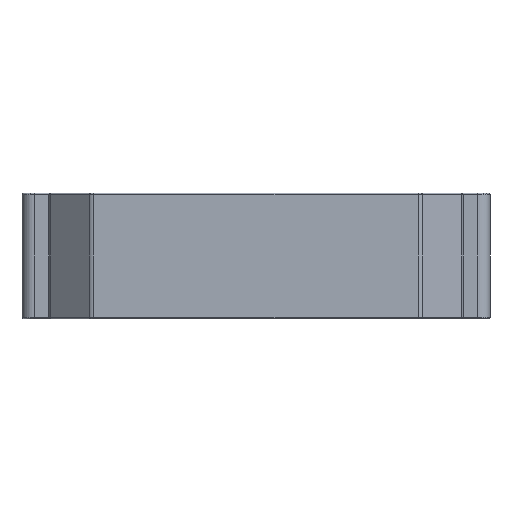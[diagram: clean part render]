
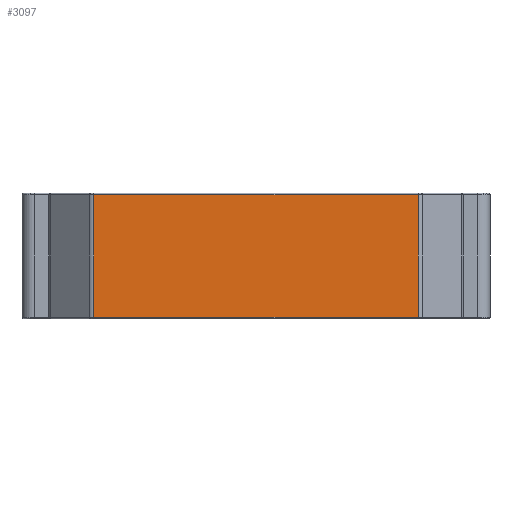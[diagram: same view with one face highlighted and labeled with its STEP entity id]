
A CAD part, front view. The second image highlights one B-rep face of the part: STEP entity #3097.
In plain terms, the highlighted planar face has unit normal (0, -1, 0).
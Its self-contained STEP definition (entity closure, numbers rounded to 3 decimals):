
#7 = FACE_OUTER_BOUND ( 'NONE', #2817, .T. ) ;
#222 = LINE ( 'NONE', #226, #257 ) ;
#226 = CARTESIAN_POINT ( 'NONE',  ( 12.924, 0., -5. ) ) ;
#257 = VECTOR ( 'NONE', #2901, 1000. ) ;
#570 = DIRECTION ( 'NONE',  ( 1., 0., 0. ) ) ;
#635 = VERTEX_POINT ( 'NONE', #1265 ) ;
#646 = EDGE_CURVE ( 'NONE', #1727, #735, #2172, .T. ) ;
#676 = VERTEX_POINT ( 'NONE', #1969 ) ;
#735 = VERTEX_POINT ( 'NONE', #1284 ) ;
#770 = AXIS2_PLACEMENT_3D ( 'NONE', #2490, #1070, #570 ) ;
#781 = VECTOR ( 'NONE', #1753, 1000. ) ;
#1070 = DIRECTION ( 'NONE',  ( 0., -1., 0. ) ) ;
#1075 = EDGE_CURVE ( 'NONE', #635, #1727, #222, .T. ) ;
#1177 = DIRECTION ( 'NONE',  ( 0., 0., 1. ) ) ;
#1245 = VECTOR ( 'NONE', #1177, 1000. ) ;
#1265 = CARTESIAN_POINT ( 'NONE',  ( 12.924, 0., -4.9 ) ) ;
#1284 = CARTESIAN_POINT ( 'NONE',  ( -12.924, 0., 4.9 ) ) ;
#1368 = CARTESIAN_POINT ( 'NONE',  ( 12.924, 0., 4.9 ) ) ;
#1484 = CARTESIAN_POINT ( 'NONE',  ( -12.924, 0., 4.9 ) ) ;
#1522 = EDGE_CURVE ( 'NONE', #676, #735, #2882, .T. ) ;
#1608 = CARTESIAN_POINT ( 'NONE',  ( 12.924, 0., -4.9 ) ) ;
#1727 = VERTEX_POINT ( 'NONE', #1368 ) ;
#1753 = DIRECTION ( 'NONE',  ( -1., 0., 0. ) ) ;
#1773 = ORIENTED_EDGE ( 'NONE', *, *, #646, .T. ) ;
#1807 = ORIENTED_EDGE ( 'NONE', *, *, #1075, .T. ) ;
#1845 = DIRECTION ( 'NONE',  ( 1., 0., 0. ) ) ;
#1850 = EDGE_CURVE ( 'NONE', #676, #635, #2080, .T. ) ;
#1969 = CARTESIAN_POINT ( 'NONE',  ( -12.924, 0., -4.9 ) ) ;
#2080 = LINE ( 'NONE', #1608, #2318 ) ;
#2172 = LINE ( 'NONE', #1484, #781 ) ;
#2318 = VECTOR ( 'NONE', #1845, 1000. ) ;
#2416 = ORIENTED_EDGE ( 'NONE', *, *, #1522, .F. ) ;
#2490 = CARTESIAN_POINT ( 'NONE',  ( -12.924, 0., -5. ) ) ;
#2526 = PLANE ( 'NONE',  #770 ) ;
#2570 = CARTESIAN_POINT ( 'NONE',  ( -12.924, 0., -5. ) ) ;
#2606 = ORIENTED_EDGE ( 'NONE', *, *, #1850, .T. ) ;
#2817 = EDGE_LOOP ( 'NONE', ( #1807, #1773, #2416, #2606 ) ) ;
#2882 = LINE ( 'NONE', #2570, #1245 ) ;
#2901 = DIRECTION ( 'NONE',  ( 0., 0., 1. ) ) ;
#3097 = ADVANCED_FACE ( 'NONE', ( #7 ), #2526, .T. ) ;
